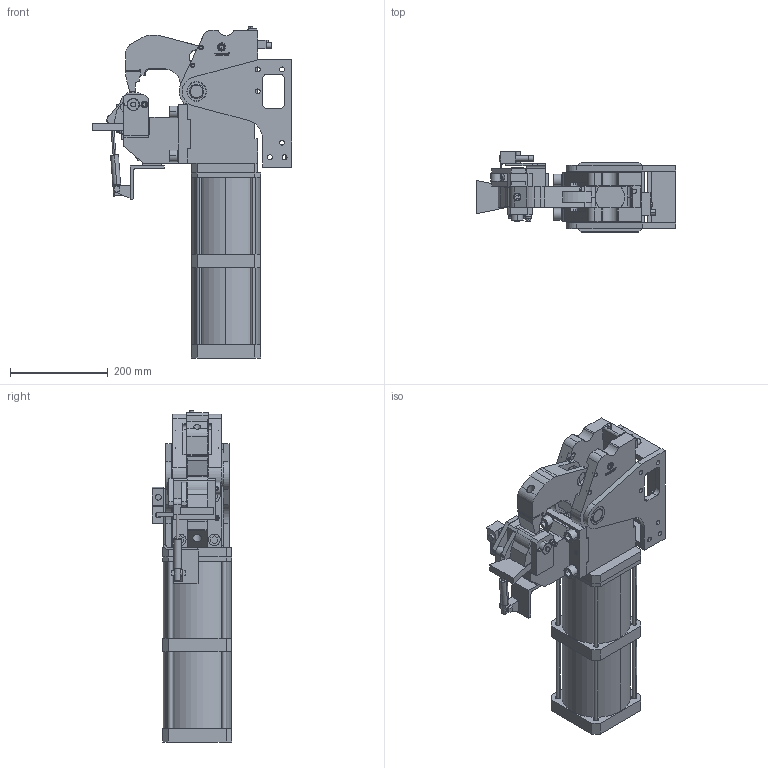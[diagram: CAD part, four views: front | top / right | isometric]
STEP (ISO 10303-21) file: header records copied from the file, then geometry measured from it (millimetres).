
FILE_DESCRIPTION(('CATIA V5 STEP Exchange'),'2;1');
FILE_NAME('286262_PFS_900-90_PU_6-8_A3.stp','2016-06-08T13:27:34+00:00',('none'),('none'),'CATIA Version 5 Release 19 SP 9 (IN-10)','CATIA V5 STEP AP203','none');
FILE_SCHEMA(('CONFIG_CONTROL_DESIGN'));
Length unit declared in the file: millimetre
Products named in the file (1): 286262_PFS_900-90PU_6-8_A3
Bounding box: 409 x 163.6 x 680 mm (x, y, z)
Volume: 8006107.4 mm3; surface area: 1304016.8 mm2
Topology: 70 solids, 82 shells, 1033 faces, 2616 edges, 1761 vertices
Faces by surface type: plane 519, cylinder 410, cone 94, bspline 6, torus 2, sphere 2
Entity records: 30026 total; most frequent: CARTESIAN_POINT 6410, ORIENTED_EDGE 5000, DIRECTION 4004, EDGE_CURVE 2575, VERTEX_POINT 1743, AXIS2_PLACEMENT_3D 1695, VECTOR 1475, LINE 1475
